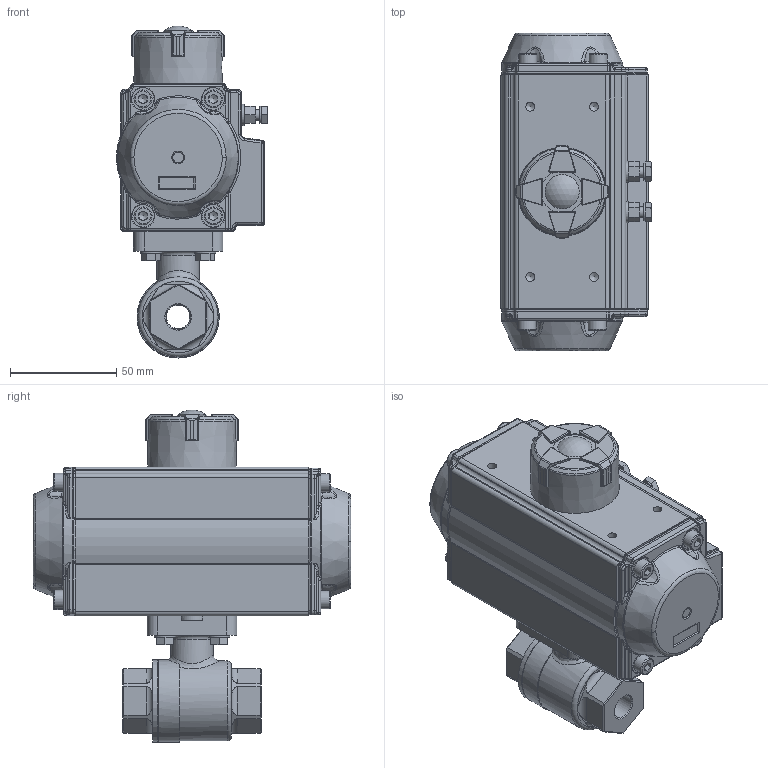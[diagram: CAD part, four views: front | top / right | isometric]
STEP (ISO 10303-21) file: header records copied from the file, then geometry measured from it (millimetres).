
FILE_DESCRIPTION(/* description */ ('Unknown'),/* implementation_level */ '2;1');
FILE_NAME(/* name */ 'PD02 9768-02',/* time_stamp */ '2025-03-27T12:27:15+01:00',/* author */ ('Unknown'),/* organization */ ('Unknown'),/* preprocessor_version */ 'ST-DEVELOPER v19.4',/* originating_system */ 'Solid Edge',/* authorisation */ 'Unknown');
FILE_SCHEMA (('AUTOMOTIVE_DESIGN {1 0 10303 214 3 1 1}'));
Products named in the file (18): PD02 9768-02; PD02_PE01; vt50-2016-06-25; hex bolt gradeab_din_ISO 4014 - M5 x 25 x 16-N; huosai50; vt50-2016-06-25 _______MIR; zhou50; VTE50____; plain washers-n series-grade a gb_GB_FASTENER_WASHER_PWNA 5; hex nut gradec_din_Hexagon Nut ISO 4034 - M5 - N; Optische Anzeige; ______; ________(___________; cup head nib bolts with large head gb_GB_FASTENER_BOLT_CHNBW M6X25-N; socket head cap screw_din_DIN 912 M5 x 16 --- 16N; 8.550.010; DIN125-5_3.1.3; DIN558 M5x16
Assembly tree (37 placements, depth 4):
  PD02 9768-02
    PD02_PE01
      vt50-2016-06-25
      hex bolt gradeab_din_ISO 4014 - M5 x 25 x 16-N  x2
      huosai50  x2
      vt50-2016-06-25 _______MIR
      zhou50
      VTE50____
      plain washers-n series-grade a gb_GB_FASTENER_WASHER_PWNA 5  x2
      hex nut gradec_din_Hexagon Nut ISO 4034 - M5 - N  x2
      Optische Anzeige
        ______
        ________(___________  x4
        cup head nib bolts with large head gb_GB_FASTENER_BOLT_CHNBW M6X25-N
      socket head cap screw_din_DIN 912 M5 x 16 --- 16N  x8
    8.550.010
    DIN125-5_3.1.3  x4
    DIN558 M5x16  x4
Bounding box: 70.92 x 149.4 x 156.1 mm (x, y, z)
Volume: 464753.7 mm3; surface area: 163513.2 mm2
Topology: 35 solids, 35 shells, 2561 faces, 6260 edges, 3867 vertices
Faces by surface type: plane 877, cylinder 729, bspline 377, torus 296, cone 253, sphere 29
Full cylindrical faces by diameter (mm): 2.5 x2, 3 x16, 3.3 x8, 4.134 x20, 4.2 x2, 4.66 x1, 4.917 x7, 5 x16, 5.3 x6, 5.5 x1, 6 x1, 6.2 x1, 8 x2, 8.5 x8, 8.566 x2, 10 x8, 11 x2, 11.4 x1, 11.445 x2, 11.5 x1, 12 x2, 12.5 x2, 12.9 x1, 13 x12, 13.5 x2, 14 x5, 16.5 x2, 20 x1, 21.2 x1, 21.4 x1
Entity records: 64925 total; most frequent: CARTESIAN_POINT 25339, ORIENTED_EDGE 8064, DIRECTION 7266, EDGE_CURVE 4032, AXIS2_PLACEMENT_3D 2852, VERTEX_POINT 2691, FACE_BOUND 2233, EDGE_LOOP 2212
